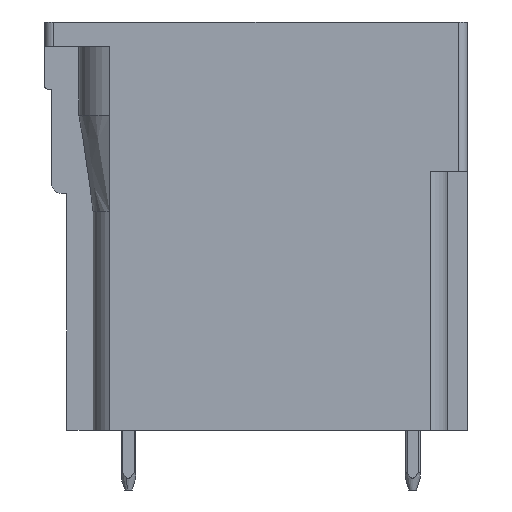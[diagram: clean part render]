
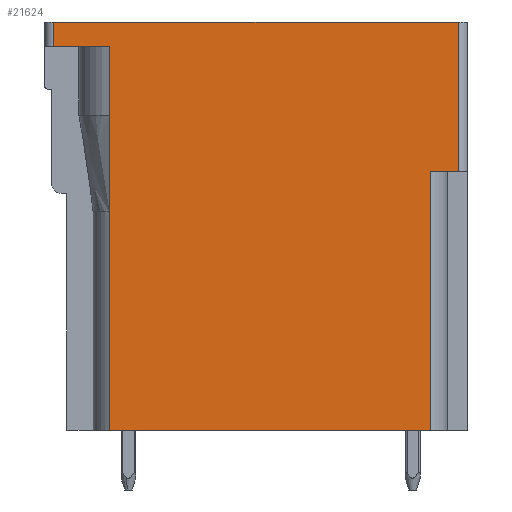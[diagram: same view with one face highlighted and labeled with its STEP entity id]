
A CAD part, left-side view. The second image highlights one B-rep face of the part: STEP entity #21624.
In plain terms, the highlighted planar face has unit normal (-1, 0, 0).
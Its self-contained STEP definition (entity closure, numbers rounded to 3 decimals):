
#21600=AXIS2_PLACEMENT_3D('Plane Axis2P3D',#21597,#21598,#21599) ;
#110=CARTESIAN_POINT('Vertex',(0.,22.2,25.1)) ;
#113=CARTESIAN_POINT('Line Origine',(0.,11.35,25.1)) ;
#117=CARTESIAN_POINT('Vertex',(0.,0.5,25.1)) ;
#2767=CARTESIAN_POINT('Vertex',(0.,2.,3.2)) ;
#2783=CARTESIAN_POINT('Vertex',(0.,2.,17.1)) ;
#2786=CARTESIAN_POINT('Line Origine',(0.,2.,10.15)) ;
#17165=CARTESIAN_POINT('Vertex',(0.,0.5,17.1)) ;
#17168=CARTESIAN_POINT('Line Origine',(0.,1.25,17.1)) ;
#20792=CARTESIAN_POINT('Line Origine',(0.,0.5,14.15)) ;
#21224=CARTESIAN_POINT('Line Origine',(0.,10.6,3.2)) ;
#21228=CARTESIAN_POINT('Vertex',(0.,19.2,3.2)) ;
#21578=CARTESIAN_POINT('Line Origine',(0.,22.2,14.15)) ;
#21582=CARTESIAN_POINT('Vertex',(0.,22.2,23.8)) ;
#21597=CARTESIAN_POINT('Axis2P3D Location',(0.,0.,0.)) ;
#21602=CARTESIAN_POINT('Line Origine',(0.,20.7,23.8)) ;
#21606=CARTESIAN_POINT('Vertex',(0.,19.2,23.8)) ;
#21609=CARTESIAN_POINT('Line Origine',(0.,19.2,13.5)) ;
#114=DIRECTION('Vector Direction',(0.,-1.,0.)) ;
#2787=DIRECTION('Vector Direction',(0.,0.,1.)) ;
#17169=DIRECTION('Vector Direction',(0.,-1.,0.)) ;
#20793=DIRECTION('Vector Direction',(0.,0.,1.)) ;
#21225=DIRECTION('Vector Direction',(0.,-1.,0.)) ;
#21579=DIRECTION('Vector Direction',(0.,0.,1.)) ;
#21598=DIRECTION('Axis2P3D Direction',(-1.,0.,0.)) ;
#21599=DIRECTION('Axis2P3D XDirection',(0.,0.,1.)) ;
#21603=DIRECTION('Vector Direction',(0.,-1.,0.)) ;
#21610=DIRECTION('Vector Direction',(0.,0.,1.)) ;
#115=VECTOR('Line Direction',#114,1.) ;
#2788=VECTOR('Line Direction',#2787,1.) ;
#17170=VECTOR('Line Direction',#17169,1.) ;
#20794=VECTOR('Line Direction',#20793,1.) ;
#21226=VECTOR('Line Direction',#21225,1.) ;
#21580=VECTOR('Line Direction',#21579,1.) ;
#21604=VECTOR('Line Direction',#21603,1.) ;
#21611=VECTOR('Line Direction',#21610,1.) ;
#21615=ORIENTED_EDGE('',*,*,#21230,.T.) ;
#21616=ORIENTED_EDGE('',*,*,#2790,.T.) ;
#21617=ORIENTED_EDGE('',*,*,#17172,.F.) ;
#21618=ORIENTED_EDGE('',*,*,#20796,.T.) ;
#21619=ORIENTED_EDGE('',*,*,#119,.T.) ;
#21620=ORIENTED_EDGE('',*,*,#21584,.T.) ;
#21621=ORIENTED_EDGE('',*,*,#21608,.F.) ;
#21622=ORIENTED_EDGE('',*,*,#21613,.F.) ;
#21624=ADVANCED_FACE('HOUSING',(#21623),#21601,.T.) ;
#119=EDGE_CURVE('',#118,#111,#116,.F.) ;
#2790=EDGE_CURVE('',#2768,#2784,#2789,.T.) ;
#17172=EDGE_CURVE('',#17166,#2784,#17171,.F.) ;
#20796=EDGE_CURVE('',#17166,#118,#20795,.T.) ;
#21230=EDGE_CURVE('',#21229,#2768,#21227,.T.) ;
#21584=EDGE_CURVE('',#111,#21583,#21581,.F.) ;
#21608=EDGE_CURVE('',#21607,#21583,#21605,.F.) ;
#21613=EDGE_CURVE('',#21229,#21607,#21612,.T.) ;
#21614=EDGE_LOOP('',(#21615,#21616,#21617,#21618,#21619,#21620,#21621,#21622)) ;
#21623=FACE_OUTER_BOUND('',#21614,.T.) ;
#116=LINE('Line',#113,#115) ;
#2789=LINE('Line',#2786,#2788) ;
#17171=LINE('Line',#17168,#17170) ;
#20795=LINE('Line',#20792,#20794) ;
#21227=LINE('Line',#21224,#21226) ;
#21581=LINE('Line',#21578,#21580) ;
#21605=LINE('Line',#21602,#21604) ;
#21612=LINE('Line',#21609,#21611) ;
#21601=PLANE('',#21600) ;
#111=VERTEX_POINT('',#110) ;
#118=VERTEX_POINT('',#117) ;
#2768=VERTEX_POINT('',#2767) ;
#2784=VERTEX_POINT('',#2783) ;
#17166=VERTEX_POINT('',#17165) ;
#21229=VERTEX_POINT('',#21228) ;
#21583=VERTEX_POINT('',#21582) ;
#21607=VERTEX_POINT('',#21606) ;
